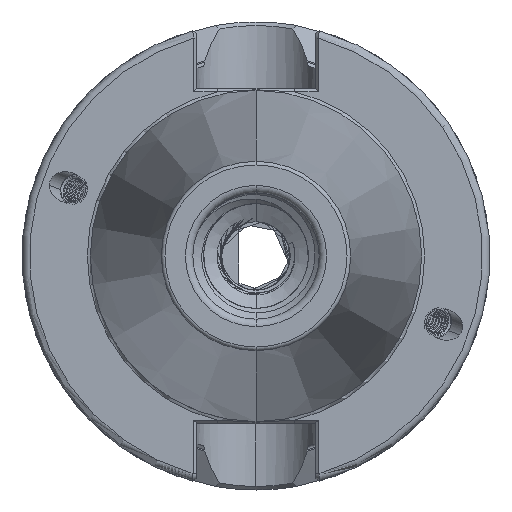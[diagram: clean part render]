
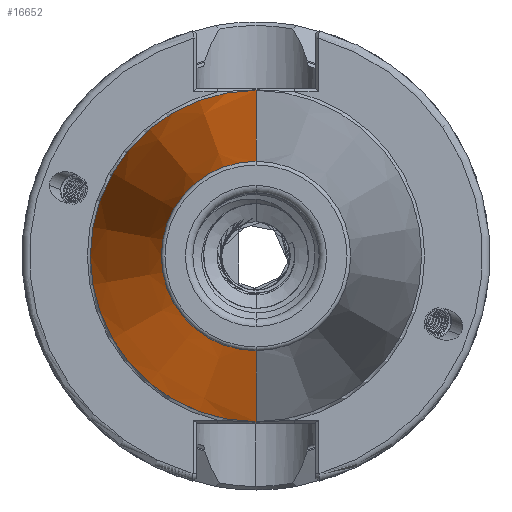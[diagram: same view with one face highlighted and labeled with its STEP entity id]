
A CAD part, left-side view. The second image highlights one B-rep face of the part: STEP entity #16652.
In plain terms, the highlighted conical face has half-angle 8.297 degrees and reference radius 22.298 mm.
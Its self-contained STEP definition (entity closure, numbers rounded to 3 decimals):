
#27 = CIRCLE ( 'NONE', #5109, 22.298 ) ;
#28 = CIRCLE ( 'NONE', #5115, 12.75 ) ;
#59 = CONICAL_SURFACE ( 'NONE', #6499, 22.298, 0.145 ) ;
#2580 = VERTEX_POINT ( 'NONE', #4261 ) ;
#2581 = VERTEX_POINT ( 'NONE', #4262 ) ;
#2582 = VERTEX_POINT ( 'NONE', #4263 ) ;
#2583 = VERTEX_POINT ( 'NONE', #4264 ) ;
#4261 = CARTESIAN_POINT ( 'NONE',  ( -66.972, 0., 12.75 ) ) ;
#4262 = CARTESIAN_POINT ( 'NONE',  ( -66.972, 0., -12.75 ) ) ;
#4263 = CARTESIAN_POINT ( 'NONE',  ( -1.5, 0., 22.298 ) ) ;
#4264 = CARTESIAN_POINT ( 'NONE',  ( -1.5, 0., -22.298 ) ) ;
#4607 = EDGE_CURVE ( 'NONE', #2583, #2582, #27, .T. ) ;
#4609 = EDGE_CURVE ( 'NONE', #2580, #2582, #7776, .T. ) ;
#4610 = EDGE_CURVE ( 'NONE', #2581, #2580, #28, .T. ) ;
#4611 = EDGE_CURVE ( 'NONE', #2581, #2583, #7782, .T. ) ;
#5109 = AXIS2_PLACEMENT_3D ( 'NONE', #7769, #7770, #7771 ) ;
#5115 = AXIS2_PLACEMENT_3D ( 'NONE', #7772, #7779, #7780 ) ;
#5116 = VECTOR ( 'NONE', #7778, 1000. ) ;
#5118 = VECTOR ( 'NONE', #7784, 1000. ) ;
#6496 = FACE_OUTER_BOUND ( 'NONE', #9425, .T. ) ;
#6499 = AXIS2_PLACEMENT_3D ( 'NONE', #16197, #16198, #16199 ) ;
#7769 = CARTESIAN_POINT ( 'NONE',  ( -1.5, 0., 0. ) ) ;
#7770 = DIRECTION ( 'NONE',  ( 1., 0., 0. ) ) ;
#7771 = DIRECTION ( 'NONE',  ( 0., 0., -1. ) ) ;
#7772 = CARTESIAN_POINT ( 'NONE',  ( -66.972, 0., 0. ) ) ;
#7776 = LINE ( 'NONE', #7777, #5116 ) ;
#7777 = CARTESIAN_POINT ( 'NONE',  ( -1.5, 0., 22.298 ) ) ;
#7778 = DIRECTION ( 'NONE',  ( 0.99, 0., 0.144 ) ) ;
#7779 = DIRECTION ( 'NONE',  ( 1., 0., 0. ) ) ;
#7780 = DIRECTION ( 'NONE',  ( 0., 0., -1. ) ) ;
#7782 = LINE ( 'NONE', #7783, #5118 ) ;
#7783 = CARTESIAN_POINT ( 'NONE',  ( -1.5, 0., -22.298 ) ) ;
#7784 = DIRECTION ( 'NONE',  ( 0.99, 0., -0.144 ) ) ;
#9425 = EDGE_LOOP ( 'NONE', ( #11123, #11127, #11125, #11129 ) ) ;
#11123 = ORIENTED_EDGE ( 'NONE', *, *, #4610, .T. ) ;
#11125 = ORIENTED_EDGE ( 'NONE', *, *, #4607, .F. ) ;
#11127 = ORIENTED_EDGE ( 'NONE', *, *, #4609, .T. ) ;
#11129 = ORIENTED_EDGE ( 'NONE', *, *, #4611, .F. ) ;
#16197 = CARTESIAN_POINT ( 'NONE',  ( -1.5, 0., 0. ) ) ;
#16198 = DIRECTION ( 'NONE',  ( 1., 0., 0. ) ) ;
#16199 = DIRECTION ( 'NONE',  ( 0., 0., -1. ) ) ;
#16652 = ADVANCED_FACE ( 'NONE', ( #6496 ), #59, .T. ) ;
